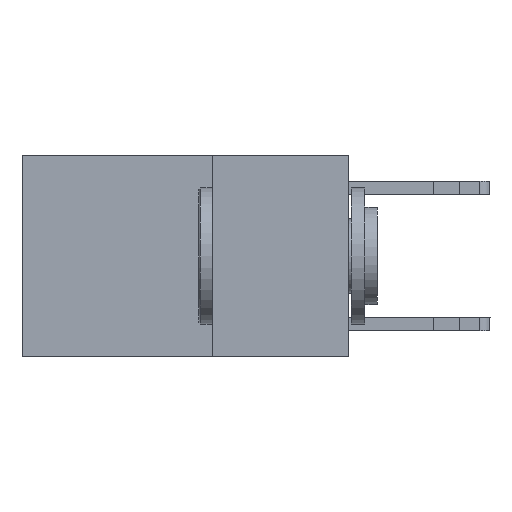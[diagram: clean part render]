
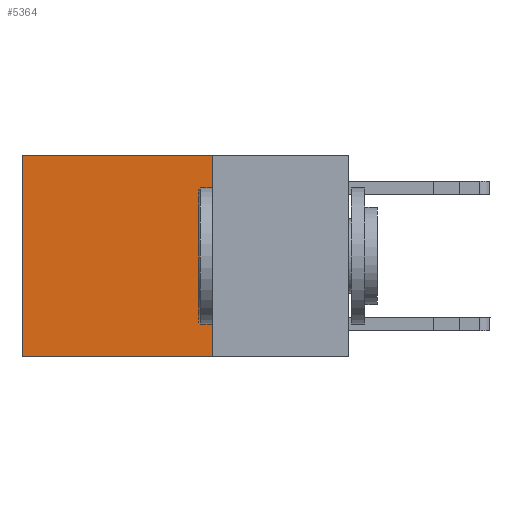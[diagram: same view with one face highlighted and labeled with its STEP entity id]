
A CAD part, left-side view. The second image highlights one B-rep face of the part: STEP entity #5364.
In plain terms, the highlighted planar face has unit normal (-1, 0, 0).
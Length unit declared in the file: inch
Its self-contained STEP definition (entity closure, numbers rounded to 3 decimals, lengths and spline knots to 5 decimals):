
#927 = FACE_OUTER_BOUND ( 'NONE', #11343, .T. ) ;
#1417 = CARTESIAN_POINT ( 'NONE',  ( 0.2625, 0.6, -0.37 ) ) ;
#1607 = CARTESIAN_POINT ( 'NONE',  ( 0.2625, 0.6, 0. ) ) ;
#2228 = ORIENTED_EDGE ( 'NONE', *, *, #7987, .F. ) ;
#3703 = CARTESIAN_POINT ( 'NONE',  ( 0.2625, 0.25, 0. ) ) ;
#3717 = DIRECTION ( 'NONE',  ( 0., 1., 0. ) ) ;
#3818 = CARTESIAN_POINT ( 'NONE',  ( 0.2625, 0.25, 0. ) ) ;
#4155 = EDGE_CURVE ( 'NONE', #14899, #4805, #14795, .T. ) ;
#4481 = CARTESIAN_POINT ( 'NONE',  ( 0.2625, 0.25, -0.37 ) ) ;
#4759 = EDGE_CURVE ( 'NONE', #5254, #11444, #6371, .T. ) ;
#4805 = VERTEX_POINT ( 'NONE', #1417 ) ;
#5254 = VERTEX_POINT ( 'NONE', #3703 ) ;
#5345 = CARTESIAN_POINT ( 'NONE',  ( 0.2625, 0.25, 0. ) ) ;
#5364 = ADVANCED_FACE ( 'NONE', ( #927 ), #12889, .F. ) ;
#5503 = CARTESIAN_POINT ( 'NONE',  ( 0.2625, 0.6, 0. ) ) ;
#5555 = VECTOR ( 'NONE', #3717, 39.37008 ) ;
#5680 = LINE ( 'NONE', #1607, #11616 ) ;
#5994 = EDGE_CURVE ( 'NONE', #11444, #4805, #5680, .T. ) ;
#6371 = LINE ( 'NONE', #3818, #9759 ) ;
#6372 = LINE ( 'NONE', #7903, #12611 ) ;
#6683 = DIRECTION ( 'NONE',  ( 1., 0., 0. ) ) ;
#6707 = ORIENTED_EDGE ( 'NONE', *, *, #4759, .T. ) ;
#7419 = ORIENTED_EDGE ( 'NONE', *, *, #4155, .F. ) ;
#7903 = CARTESIAN_POINT ( 'NONE',  ( 0.2625, 0.25, 0. ) ) ;
#7987 = EDGE_CURVE ( 'NONE', #5254, #14899, #6372, .T. ) ;
#8030 = ORIENTED_EDGE ( 'NONE', *, *, #5994, .T. ) ;
#8951 = CARTESIAN_POINT ( 'NONE',  ( 0.2625, 0.25, -0.37 ) ) ;
#9082 = DIRECTION ( 'NONE',  ( 0., 1., 0. ) ) ;
#9759 = VECTOR ( 'NONE', #9082, 39.37008 ) ;
#11343 = EDGE_LOOP ( 'NONE', ( #8030, #7419, #2228, #6707 ) ) ;
#11444 = VERTEX_POINT ( 'NONE', #5503 ) ;
#11616 = VECTOR ( 'NONE', #14392, 39.37008 ) ;
#12611 = VECTOR ( 'NONE', #14049, 39.37008 ) ;
#12889 = PLANE ( 'NONE',  #14874 ) ;
#14049 = DIRECTION ( 'NONE',  ( 0., 0., -1. ) ) ;
#14392 = DIRECTION ( 'NONE',  ( 0., 0., -1. ) ) ;
#14795 = LINE ( 'NONE', #8951, #5555 ) ;
#14874 = AXIS2_PLACEMENT_3D ( 'NONE', #5345, #6683, #15413 ) ;
#14899 = VERTEX_POINT ( 'NONE', #4481 ) ;
#15413 = DIRECTION ( 'NONE',  ( 0., 0., -1. ) ) ;
